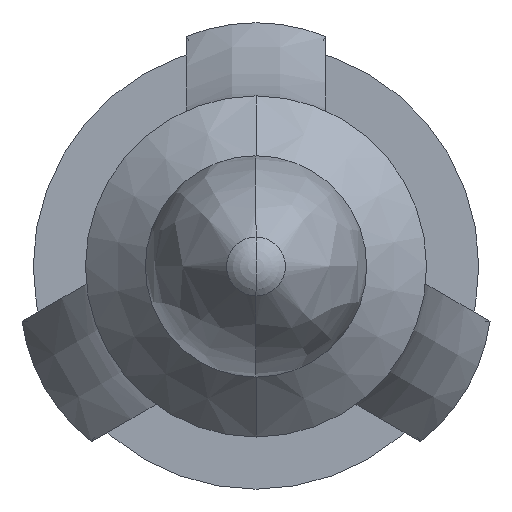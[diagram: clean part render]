
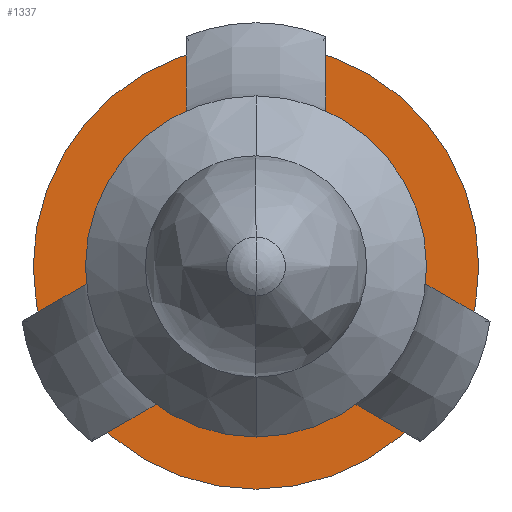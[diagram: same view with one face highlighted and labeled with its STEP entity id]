
A CAD part, left-side view. The second image highlights one B-rep face of the part: STEP entity #1337.
In plain terms, the highlighted planar face has unit normal (-1, 0, 0).
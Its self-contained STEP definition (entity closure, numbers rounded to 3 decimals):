
#230=CARTESIAN_POINT('',(0.,0.,0.));
#231=DIRECTION('',(1.,0.,0.));
#232=DIRECTION('',(0.,0.,1.));
#233=AXIS2_PLACEMENT_3D('',#230,#231,#232);
#235=CARTESIAN_POINT('',(0.,0.,0.));
#236=DIRECTION('',(1.,0.,0.));
#237=DIRECTION('',(0.,0.,-1.));
#238=AXIS2_PLACEMENT_3D('',#235,#236,#237);
#240=CARTESIAN_POINT('',(0.,0.,0.));
#241=DIRECTION('',(-1.,0.,0.));
#242=DIRECTION('',(0.,0.,1.));
#243=AXIS2_PLACEMENT_3D('',#240,#241,#242);
#245=CARTESIAN_POINT('',(0.,0.,0.));
#246=DIRECTION('',(-1.,0.,0.));
#247=DIRECTION('',(0.,0.,-1.));
#248=AXIS2_PLACEMENT_3D('',#245,#246,#247);
#867=CARTESIAN_POINT('',(0.,0.,-1.6));
#868=VERTEX_POINT('',#867);
#869=CARTESIAN_POINT('',(0.,0.,1.6));
#870=VERTEX_POINT('',#869);
#871=CARTESIAN_POINT('',(0.,0.,1.));
#872=CARTESIAN_POINT('',(0.,0.,-1.));
#873=VERTEX_POINT('',#871);
#874=VERTEX_POINT('',#872);
#1322=CARTESIAN_POINT('',(0.,0.,0.));
#1323=DIRECTION('',(1.,0.,0.));
#1324=DIRECTION('',(0.,0.,-1.));
#1325=AXIS2_PLACEMENT_3D('',#1322,#1323,#1324);
#1326=PLANE('',#1325);
#1327=ORIENTED_EDGE('',*,*,#1315,.T.);
#1328=ORIENTED_EDGE('',*,*,#1304,.T.);
#1329=EDGE_LOOP('',(#1327,#1328));
#1330=FACE_OUTER_BOUND('',#1329,.F.);
#1332=ORIENTED_EDGE('',*,*,#1331,.T.);
#1334=ORIENTED_EDGE('',*,*,#1333,.T.);
#1335=EDGE_LOOP('',(#1332,#1334));
#1336=FACE_BOUND('',#1335,.F.);
#1337=ADVANCED_FACE('',(#1330,#1336),#1326,.F.);
#234=CIRCLE('',#233,1.6);
#239=CIRCLE('',#238,1.6);
#244=CIRCLE('',#243,1.);
#249=CIRCLE('',#248,1.);
#1304=EDGE_CURVE('',#868,#870,#239,.T.);
#1315=EDGE_CURVE('',#870,#868,#234,.T.);
#1331=EDGE_CURVE('',#873,#874,#244,.T.);
#1333=EDGE_CURVE('',#874,#873,#249,.T.);
